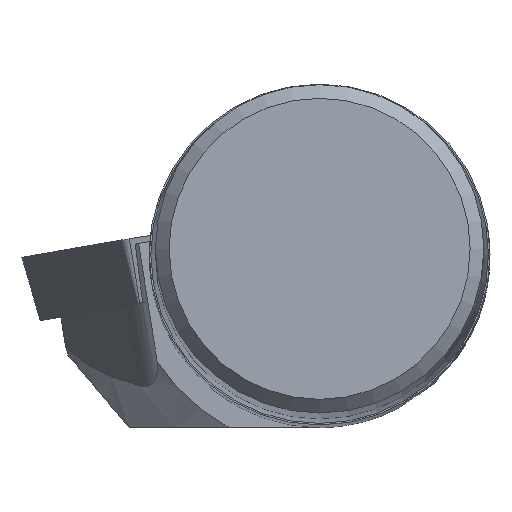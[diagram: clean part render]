
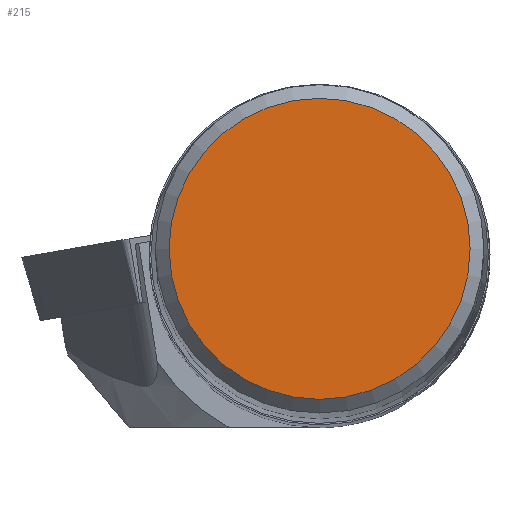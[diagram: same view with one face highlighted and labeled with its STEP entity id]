
A CAD part, top view. The second image highlights one B-rep face of the part: STEP entity #215.
In plain terms, the highlighted planar face has unit normal (0, 0, 1).
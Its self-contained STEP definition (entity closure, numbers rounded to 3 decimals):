
#171=CIRCLE('',#915,5.5);
#215=ADVANCED_FACE('',(#283),#253,.F.);
#253=PLANE('',#917);
#283=FACE_OUTER_BOUND('',#325,.T.);
#325=EDGE_LOOP('',(#477));
#477=ORIENTED_EDGE('',*,*,#671,.F.);
#586=VERTEX_POINT('',#1356);
#671=EDGE_CURVE('',#586,#586,#171,.T.);
#915=AXIS2_PLACEMENT_3D('',#1355,#1098,#1099);
#917=AXIS2_PLACEMENT_3D('',#1358,#1102,#1103);
#1098=DIRECTION('',(0.,0.,-1.));
#1099=DIRECTION('',(0.,-1.,0.));
#1102=DIRECTION('',(0.,0.,-1.));
#1103=DIRECTION('',(0.,-1.,0.));
#1355=CARTESIAN_POINT('',(0.,0.,0.));
#1356=CARTESIAN_POINT('',(0.,-5.5,0.));
#1358=CARTESIAN_POINT('',(0.,0.,0.));
